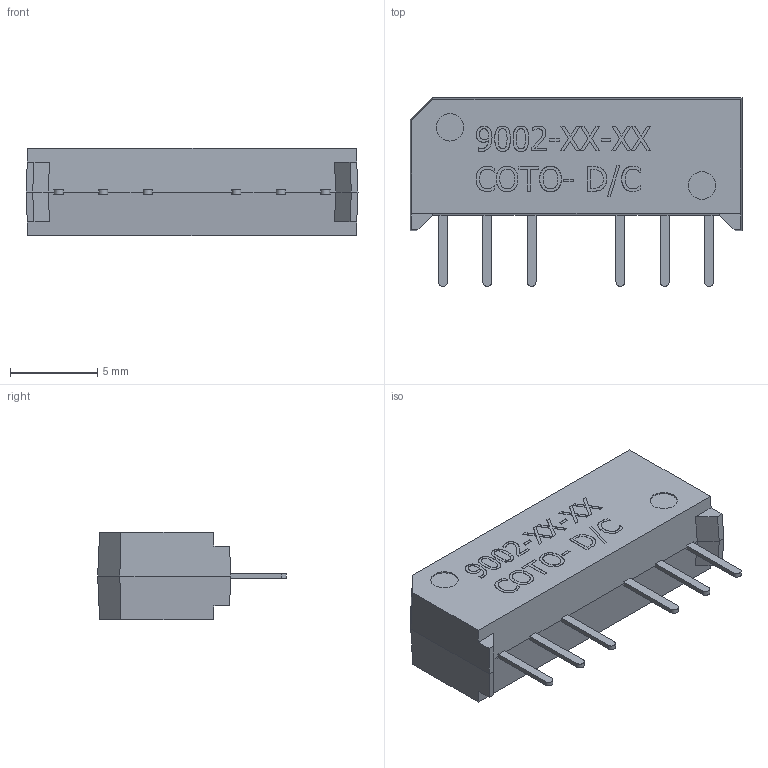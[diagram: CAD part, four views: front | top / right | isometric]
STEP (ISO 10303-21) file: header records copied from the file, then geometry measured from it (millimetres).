
FILE_DESCRIPTION((''),'2;1');
FILE_NAME('9002 (A).stp','2012-09-19T09:00:29',('odafonseca'),(''),'Autodesk Inventor 2011','Autodesk Inventor 2011','');
FILE_SCHEMA(('AUTOMOTIVE_DESIGN { 1 0 10303 214 1 1 1 1 }'));
Length unit declared in the file: inch
Products named in the file (1): 9002 (A)
Bounding box: 19 x 10.79 x 5.03 mm (x, y, z)
Volume: 630.6 mm3; surface area: 548.5 mm2
Topology: 1 solids, 1 shells, 306 faces, 815 edges, 539 vertices
Faces by surface type: plane 174, bspline 122, cylinder 10
Full cylindrical faces by diameter (mm): 1.575 x2, 4.356 x2
Entity records: 10389 total; most frequent: CARTESIAN_POINT 3243, ORIENTED_EDGE 1622, DIRECTION 957, EDGE_CURVE 811, VECTOR 547, LINE 547, VERTEX_POINT 539, EDGE_LOOP 338
